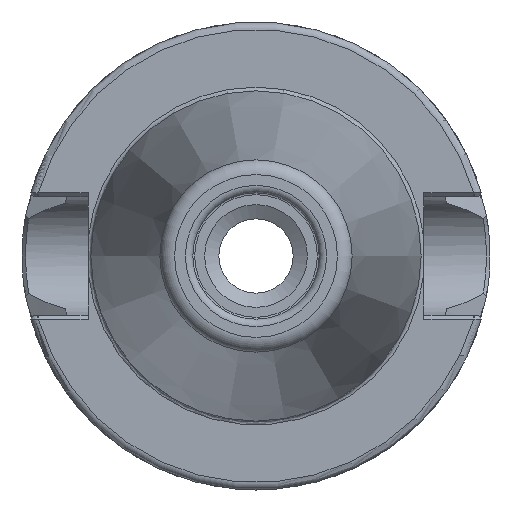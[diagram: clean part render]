
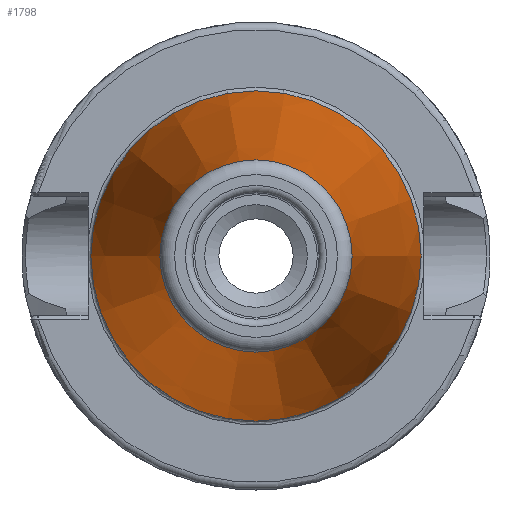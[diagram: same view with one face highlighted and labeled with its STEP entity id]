
A CAD part, left-side view. The second image highlights one B-rep face of the part: STEP entity #1798.
In plain terms, the highlighted conical face has half-angle 8.297 degrees and reference radius 17.581 mm.
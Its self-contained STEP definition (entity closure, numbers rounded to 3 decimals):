
#51=CONICAL_SURFACE('',#2032,17.581,0.145);
#227=FACE_OUTER_BOUND('',#330,.T.);
#330=EDGE_LOOP('',(#1639,#1640,#1641,#1642,#1643,#1644,#1645));
#426=LINE('',#3759,#517);
#517=VECTOR('',#2557,17.581);
#644=CIRCLE('',#2028,12.937);
#645=CIRCLE('',#2029,12.937);
#646=CIRCLE('',#2030,12.937);
#648=CIRCLE('',#2033,22.225);
#649=CIRCLE('',#2034,22.225);
#838=VERTEX_POINT('',#3747);
#839=VERTEX_POINT('',#3748);
#840=VERTEX_POINT('',#3750);
#841=VERTEX_POINT('',#3755);
#842=VERTEX_POINT('',#3756);
#1110=EDGE_CURVE('',#838,#839,#644,.T.);
#1111=EDGE_CURVE('',#840,#838,#645,.T.);
#1112=EDGE_CURVE('',#839,#840,#646,.T.);
#1114=EDGE_CURVE('',#841,#842,#648,.T.);
#1115=EDGE_CURVE('',#842,#841,#649,.T.);
#1116=EDGE_CURVE('',#842,#840,#426,.T.);
#1639=ORIENTED_EDGE('',*,*,#1114,.F.);
#1640=ORIENTED_EDGE('',*,*,#1115,.F.);
#1641=ORIENTED_EDGE('',*,*,#1116,.T.);
#1642=ORIENTED_EDGE('',*,*,#1111,.T.);
#1643=ORIENTED_EDGE('',*,*,#1110,.T.);
#1644=ORIENTED_EDGE('',*,*,#1112,.T.);
#1645=ORIENTED_EDGE('',*,*,#1116,.F.);
#1798=ADVANCED_FACE('',(#227),#51,.T.);
#2028=AXIS2_PLACEMENT_3D('',#3749,#2543,#2544);
#2029=AXIS2_PLACEMENT_3D('',#3751,#2545,#2546);
#2030=AXIS2_PLACEMENT_3D('',#3752,#2547,#2548);
#2032=AXIS2_PLACEMENT_3D('',#3754,#2551,#2552);
#2033=AXIS2_PLACEMENT_3D('',#3757,#2553,#2554);
#2034=AXIS2_PLACEMENT_3D('',#3758,#2555,#2556);
#2543=DIRECTION('center_axis',(1.,0.,0.));
#2544=DIRECTION('ref_axis',(0.,0.,-1.));
#2545=DIRECTION('center_axis',(1.,0.,0.));
#2546=DIRECTION('ref_axis',(0.,0.,-1.));
#2547=DIRECTION('center_axis',(1.,0.,0.));
#2548=DIRECTION('ref_axis',(0.,0.,-1.));
#2551=DIRECTION('center_axis',(1.,0.,0.));
#2552=DIRECTION('ref_axis',(0.,1.,0.));
#2553=DIRECTION('center_axis',(1.,0.,0.));
#2554=DIRECTION('ref_axis',(0.,0.,-1.));
#2555=DIRECTION('center_axis',(1.,0.,0.));
#2556=DIRECTION('ref_axis',(0.,0.,-1.));
#2557=DIRECTION('',(-0.99,0.144,0.));
#3747=CARTESIAN_POINT('',(-63.689,12.937,0.));
#3748=CARTESIAN_POINT('',(-63.689,0.,12.937));
#3749=CARTESIAN_POINT('Origin',(-63.689,0.,
0.));
#3750=CARTESIAN_POINT('',(-63.689,-12.937,0.));
#3751=CARTESIAN_POINT('Origin',(-63.689,0.,
0.));
#3752=CARTESIAN_POINT('Origin',(-63.689,0.,
0.));
#3754=CARTESIAN_POINT('Origin',(-31.844,0.,
0.));
#3755=CARTESIAN_POINT('',(0.,22.225,0.));
#3756=CARTESIAN_POINT('',(0.,-22.225,0.));
#3757=CARTESIAN_POINT('Origin',(0.,0.,
0.));
#3758=CARTESIAN_POINT('Origin',(0.,0.,
0.));
#3759=CARTESIAN_POINT('',(-31.844,-17.581,0.));
